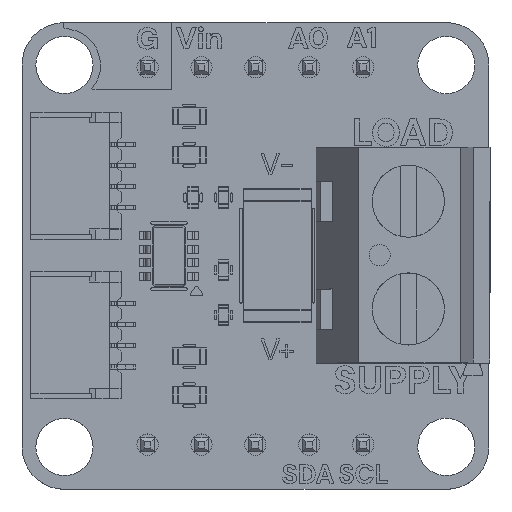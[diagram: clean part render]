
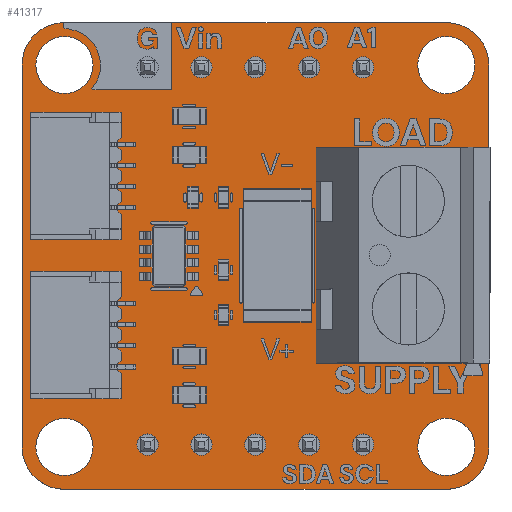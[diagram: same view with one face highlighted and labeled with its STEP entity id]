
A CAD part, top view. The second image highlights one B-rep face of the part: STEP entity #41317.
In plain terms, the highlighted planar face has unit normal (0, 0, 1).
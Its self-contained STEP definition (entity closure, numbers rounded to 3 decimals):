
#40992 = VERTEX_POINT('',#40993);
#40993 = CARTESIAN_POINT('',(9.,11.,1.51));
#40999 = EDGE_CURVE('',#40992,#41000,#41002,.T.);
#41000 = VERTEX_POINT('',#41001);
#41001 = CARTESIAN_POINT('',(11.,9.,1.51));
#41002 = CIRCLE('',#41003,2.);
#41003 = AXIS2_PLACEMENT_3D('',#41004,#41005,#41006);
#41004 = CARTESIAN_POINT('',(9.,9.,1.51));
#41005 = DIRECTION('',(0.,0.,-1.));
#41006 = DIRECTION('',(0.,1.,0.));
#41034 = VERTEX_POINT('',#41035);
#41035 = CARTESIAN_POINT('',(-8.991,11.,1.51));
#41041 = EDGE_CURVE('',#41034,#40992,#41042,.T.);
#41042 = LINE('',#41043,#41044);
#41043 = CARTESIAN_POINT('',(-8.991,11.,1.51));
#41044 = VECTOR('',#41045,1.);
#41045 = DIRECTION('',(1.,0.,0.));
#41063 = EDGE_CURVE('',#41000,#41064,#41066,.T.);
#41064 = VERTEX_POINT('',#41065);
#41065 = CARTESIAN_POINT('',(11.,-9.,1.51));
#41066 = LINE('',#41067,#41068);
#41067 = CARTESIAN_POINT('',(11.,9.,1.51));
#41068 = VECTOR('',#41069,1.);
#41069 = DIRECTION('',(0.,-1.,0.));
#41317 = ADVANCED_FACE('',(#41318,#41364,#41375,#41386,#41397,#41408,
    #41419,#41430,#41441,#41452,#41463,#41474,#41485,#41496,#41507,
    #41518,#41529),#41540,.T.);
#41318 = FACE_BOUND('',#41319,.T.);
#41319 = EDGE_LOOP('',(#41320,#41321,#41322,#41331,#41339,#41348,#41356,
    #41363));
#41320 = ORIENTED_EDGE('',*,*,#40999,.F.);
#41321 = ORIENTED_EDGE('',*,*,#41041,.F.);
#41322 = ORIENTED_EDGE('',*,*,#41323,.F.);
#41323 = EDGE_CURVE('',#41324,#41034,#41326,.T.);
#41324 = VERTEX_POINT('',#41325);
#41325 = CARTESIAN_POINT('',(-11.,9.,1.51));
#41326 = CIRCLE('',#41327,2.);
#41327 = AXIS2_PLACEMENT_3D('',#41328,#41329,#41330);
#41328 = CARTESIAN_POINT('',(-9.,9.,1.51));
#41329 = DIRECTION('',(0.,0.,-1.));
#41330 = DIRECTION('',(-1.,0.,0.));
#41331 = ORIENTED_EDGE('',*,*,#41332,.F.);
#41332 = EDGE_CURVE('',#41333,#41324,#41335,.T.);
#41333 = VERTEX_POINT('',#41334);
#41334 = CARTESIAN_POINT('',(-11.,-9.,1.51));
#41335 = LINE('',#41336,#41337);
#41336 = CARTESIAN_POINT('',(-11.,-9.,1.51));
#41337 = VECTOR('',#41338,1.);
#41338 = DIRECTION('',(0.,1.,0.));
#41339 = ORIENTED_EDGE('',*,*,#41340,.F.);
#41340 = EDGE_CURVE('',#41341,#41333,#41343,.T.);
#41341 = VERTEX_POINT('',#41342);
#41342 = CARTESIAN_POINT('',(-9.,-11.,1.51));
#41343 = CIRCLE('',#41344,2.);
#41344 = AXIS2_PLACEMENT_3D('',#41345,#41346,#41347);
#41345 = CARTESIAN_POINT('',(-9.,-9.,1.51));
#41346 = DIRECTION('',(0.,0.,-1.));
#41347 = DIRECTION('',(0.,-1.,0.));
#41348 = ORIENTED_EDGE('',*,*,#41349,.F.);
#41349 = EDGE_CURVE('',#41350,#41341,#41352,.T.);
#41350 = VERTEX_POINT('',#41351);
#41351 = CARTESIAN_POINT('',(9.,-11.,1.51));
#41352 = LINE('',#41353,#41354);
#41353 = CARTESIAN_POINT('',(9.,-11.,1.51));
#41354 = VECTOR('',#41355,1.);
#41355 = DIRECTION('',(-1.,0.,0.));
#41356 = ORIENTED_EDGE('',*,*,#41357,.F.);
#41357 = EDGE_CURVE('',#41064,#41350,#41358,.T.);
#41358 = CIRCLE('',#41359,2.);
#41359 = AXIS2_PLACEMENT_3D('',#41360,#41361,#41362);
#41360 = CARTESIAN_POINT('',(9.,-9.,1.51));
#41361 = DIRECTION('',(0.,0.,-1.));
#41362 = DIRECTION('',(1.,0.,0.));
#41363 = ORIENTED_EDGE('',*,*,#41063,.F.);
#41364 = FACE_BOUND('',#41365,.T.);
#41365 = EDGE_LOOP('',(#41366));
#41366 = ORIENTED_EDGE('',*,*,#41367,.T.);
#41367 = EDGE_CURVE('',#41368,#41368,#41370,.T.);
#41368 = VERTEX_POINT('',#41369);
#41369 = CARTESIAN_POINT('',(-9.,-10.35,1.51));
#41370 = CIRCLE('',#41371,1.35);
#41371 = AXIS2_PLACEMENT_3D('',#41372,#41373,#41374);
#41372 = CARTESIAN_POINT('',(-9.,-9.,1.51));
#41373 = DIRECTION('',(-0.,0.,-1.));
#41374 = DIRECTION('',(-0.,-1.,0.));
#41375 = FACE_BOUND('',#41376,.T.);
#41376 = EDGE_LOOP('',(#41377));
#41377 = ORIENTED_EDGE('',*,*,#41378,.T.);
#41378 = EDGE_CURVE('',#41379,#41379,#41381,.T.);
#41379 = VERTEX_POINT('',#41380);
#41380 = CARTESIAN_POINT('',(-5.08,-9.39,1.51));
#41381 = CIRCLE('',#41382,0.5);
#41382 = AXIS2_PLACEMENT_3D('',#41383,#41384,#41385);
#41383 = CARTESIAN_POINT('',(-5.08,-8.89,1.51));
#41384 = DIRECTION('',(-0.,0.,-1.));
#41385 = DIRECTION('',(-0.,-1.,0.));
#41386 = FACE_BOUND('',#41387,.T.);
#41387 = EDGE_LOOP('',(#41388));
#41388 = ORIENTED_EDGE('',*,*,#41389,.T.);
#41389 = EDGE_CURVE('',#41390,#41390,#41392,.T.);
#41390 = VERTEX_POINT('',#41391);
#41391 = CARTESIAN_POINT('',(-2.54,-9.39,1.51));
#41392 = CIRCLE('',#41393,0.5);
#41393 = AXIS2_PLACEMENT_3D('',#41394,#41395,#41396);
#41394 = CARTESIAN_POINT('',(-2.54,-8.89,1.51));
#41395 = DIRECTION('',(-0.,0.,-1.));
#41396 = DIRECTION('',(-0.,-1.,0.));
#41397 = FACE_BOUND('',#41398,.T.);
#41398 = EDGE_LOOP('',(#41399));
#41399 = ORIENTED_EDGE('',*,*,#41400,.T.);
#41400 = EDGE_CURVE('',#41401,#41401,#41403,.T.);
#41401 = VERTEX_POINT('',#41402);
#41402 = CARTESIAN_POINT('',(0.,-9.39,1.51));
#41403 = CIRCLE('',#41404,0.5);
#41404 = AXIS2_PLACEMENT_3D('',#41405,#41406,#41407);
#41405 = CARTESIAN_POINT('',(0.,-8.89,1.51));
#41406 = DIRECTION('',(-0.,0.,-1.));
#41407 = DIRECTION('',(0.,-1.,-0.));
#41408 = FACE_BOUND('',#41409,.T.);
#41409 = EDGE_LOOP('',(#41410));
#41410 = ORIENTED_EDGE('',*,*,#41411,.T.);
#41411 = EDGE_CURVE('',#41412,#41412,#41414,.T.);
#41412 = VERTEX_POINT('',#41413);
#41413 = CARTESIAN_POINT('',(2.54,-9.39,1.51));
#41414 = CIRCLE('',#41415,0.5);
#41415 = AXIS2_PLACEMENT_3D('',#41416,#41417,#41418);
#41416 = CARTESIAN_POINT('',(2.54,-8.89,1.51));
#41417 = DIRECTION('',(-0.,0.,-1.));
#41418 = DIRECTION('',(-0.,-1.,0.));
#41419 = FACE_BOUND('',#41420,.T.);
#41420 = EDGE_LOOP('',(#41421));
#41421 = ORIENTED_EDGE('',*,*,#41422,.T.);
#41422 = EDGE_CURVE('',#41423,#41423,#41425,.T.);
#41423 = VERTEX_POINT('',#41424);
#41424 = CARTESIAN_POINT('',(5.08,-9.39,1.51));
#41425 = CIRCLE('',#41426,0.5);
#41426 = AXIS2_PLACEMENT_3D('',#41427,#41428,#41429);
#41427 = CARTESIAN_POINT('',(5.08,-8.89,1.51));
#41428 = DIRECTION('',(-0.,0.,-1.));
#41429 = DIRECTION('',(-0.,-1.,0.));
#41430 = FACE_BOUND('',#41431,.T.);
#41431 = EDGE_LOOP('',(#41432));
#41432 = ORIENTED_EDGE('',*,*,#41433,.T.);
#41433 = EDGE_CURVE('',#41434,#41434,#41436,.T.);
#41434 = VERTEX_POINT('',#41435);
#41435 = CARTESIAN_POINT('',(9.,-10.35,1.51));
#41436 = CIRCLE('',#41437,1.35);
#41437 = AXIS2_PLACEMENT_3D('',#41438,#41439,#41440);
#41438 = CARTESIAN_POINT('',(9.,-9.,1.51));
#41439 = DIRECTION('',(-0.,0.,-1.));
#41440 = DIRECTION('',(-0.,-1.,0.));
#41441 = FACE_BOUND('',#41442,.T.);
#41442 = EDGE_LOOP('',(#41443));
#41443 = ORIENTED_EDGE('',*,*,#41444,.T.);
#41444 = EDGE_CURVE('',#41445,#41445,#41447,.T.);
#41445 = VERTEX_POINT('',#41446);
#41446 = CARTESIAN_POINT('',(6.958,-3.125,1.51));
#41447 = CIRCLE('',#41448,0.65);
#41448 = AXIS2_PLACEMENT_3D('',#41449,#41450,#41451);
#41449 = CARTESIAN_POINT('',(6.958,-2.475,1.51));
#41450 = DIRECTION('',(-0.,0.,-1.));
#41451 = DIRECTION('',(-0.,-1.,0.));
#41452 = FACE_BOUND('',#41453,.T.);
#41453 = EDGE_LOOP('',(#41454));
#41454 = ORIENTED_EDGE('',*,*,#41455,.T.);
#41455 = EDGE_CURVE('',#41456,#41456,#41458,.T.);
#41456 = VERTEX_POINT('',#41457);
#41457 = CARTESIAN_POINT('',(-9.,7.65,1.51));
#41458 = CIRCLE('',#41459,1.35);
#41459 = AXIS2_PLACEMENT_3D('',#41460,#41461,#41462);
#41460 = CARTESIAN_POINT('',(-9.,9.,1.51));
#41461 = DIRECTION('',(-0.,0.,-1.));
#41462 = DIRECTION('',(-0.,-1.,0.));
#41463 = FACE_BOUND('',#41464,.T.);
#41464 = EDGE_LOOP('',(#41465));
#41465 = ORIENTED_EDGE('',*,*,#41466,.T.);
#41466 = EDGE_CURVE('',#41467,#41467,#41469,.T.);
#41467 = VERTEX_POINT('',#41468);
#41468 = CARTESIAN_POINT('',(-5.08,8.39,1.51));
#41469 = CIRCLE('',#41470,0.5);
#41470 = AXIS2_PLACEMENT_3D('',#41471,#41472,#41473);
#41471 = CARTESIAN_POINT('',(-5.08,8.89,1.51));
#41472 = DIRECTION('',(-0.,0.,-1.));
#41473 = DIRECTION('',(-0.,-1.,0.));
#41474 = FACE_BOUND('',#41475,.T.);
#41475 = EDGE_LOOP('',(#41476));
#41476 = ORIENTED_EDGE('',*,*,#41477,.T.);
#41477 = EDGE_CURVE('',#41478,#41478,#41480,.T.);
#41478 = VERTEX_POINT('',#41479);
#41479 = CARTESIAN_POINT('',(-2.54,8.39,1.51));
#41480 = CIRCLE('',#41481,0.5);
#41481 = AXIS2_PLACEMENT_3D('',#41482,#41483,#41484);
#41482 = CARTESIAN_POINT('',(-2.54,8.89,1.51));
#41483 = DIRECTION('',(-0.,0.,-1.));
#41484 = DIRECTION('',(-0.,-1.,0.));
#41485 = FACE_BOUND('',#41486,.T.);
#41486 = EDGE_LOOP('',(#41487));
#41487 = ORIENTED_EDGE('',*,*,#41488,.T.);
#41488 = EDGE_CURVE('',#41489,#41489,#41491,.T.);
#41489 = VERTEX_POINT('',#41490);
#41490 = CARTESIAN_POINT('',(6.958,1.875,1.51));
#41491 = CIRCLE('',#41492,0.65);
#41492 = AXIS2_PLACEMENT_3D('',#41493,#41494,#41495);
#41493 = CARTESIAN_POINT('',(6.958,2.525,1.51));
#41494 = DIRECTION('',(-0.,0.,-1.));
#41495 = DIRECTION('',(-0.,-1.,0.));
#41496 = FACE_BOUND('',#41497,.T.);
#41497 = EDGE_LOOP('',(#41498));
#41498 = ORIENTED_EDGE('',*,*,#41499,.T.);
#41499 = EDGE_CURVE('',#41500,#41500,#41502,.T.);
#41500 = VERTEX_POINT('',#41501);
#41501 = CARTESIAN_POINT('',(0.,8.39,1.51));
#41502 = CIRCLE('',#41503,0.5);
#41503 = AXIS2_PLACEMENT_3D('',#41504,#41505,#41506);
#41504 = CARTESIAN_POINT('',(0.,8.89,1.51));
#41505 = DIRECTION('',(-0.,0.,-1.));
#41506 = DIRECTION('',(0.,-1.,-0.));
#41507 = FACE_BOUND('',#41508,.T.);
#41508 = EDGE_LOOP('',(#41509));
#41509 = ORIENTED_EDGE('',*,*,#41510,.T.);
#41510 = EDGE_CURVE('',#41511,#41511,#41513,.T.);
#41511 = VERTEX_POINT('',#41512);
#41512 = CARTESIAN_POINT('',(2.54,8.39,1.51));
#41513 = CIRCLE('',#41514,0.5);
#41514 = AXIS2_PLACEMENT_3D('',#41515,#41516,#41517);
#41515 = CARTESIAN_POINT('',(2.54,8.89,1.51));
#41516 = DIRECTION('',(-0.,0.,-1.));
#41517 = DIRECTION('',(-0.,-1.,0.));
#41518 = FACE_BOUND('',#41519,.T.);
#41519 = EDGE_LOOP('',(#41520));
#41520 = ORIENTED_EDGE('',*,*,#41521,.T.);
#41521 = EDGE_CURVE('',#41522,#41522,#41524,.T.);
#41522 = VERTEX_POINT('',#41523);
#41523 = CARTESIAN_POINT('',(5.08,8.39,1.51));
#41524 = CIRCLE('',#41525,0.5);
#41525 = AXIS2_PLACEMENT_3D('',#41526,#41527,#41528);
#41526 = CARTESIAN_POINT('',(5.08,8.89,1.51));
#41527 = DIRECTION('',(-0.,0.,-1.));
#41528 = DIRECTION('',(-0.,-1.,0.));
#41529 = FACE_BOUND('',#41530,.T.);
#41530 = EDGE_LOOP('',(#41531));
#41531 = ORIENTED_EDGE('',*,*,#41532,.T.);
#41532 = EDGE_CURVE('',#41533,#41533,#41535,.T.);
#41533 = VERTEX_POINT('',#41534);
#41534 = CARTESIAN_POINT('',(9.,7.65,1.51));
#41535 = CIRCLE('',#41536,1.35);
#41536 = AXIS2_PLACEMENT_3D('',#41537,#41538,#41539);
#41537 = CARTESIAN_POINT('',(9.,9.,1.51));
#41538 = DIRECTION('',(-0.,0.,-1.));
#41539 = DIRECTION('',(-0.,-1.,0.));
#41540 = PLANE('',#41541);
#41541 = AXIS2_PLACEMENT_3D('',#41542,#41543,#41544);
#41542 = CARTESIAN_POINT('',(0.,0.,1.51));
#41543 = DIRECTION('',(0.,0.,1.));
#41544 = DIRECTION('',(1.,0.,-0.));
